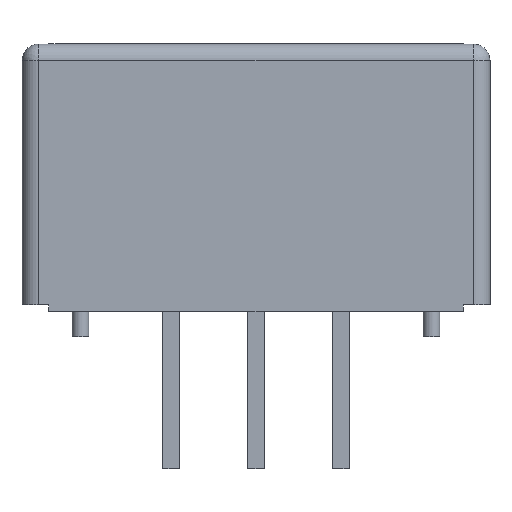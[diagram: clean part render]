
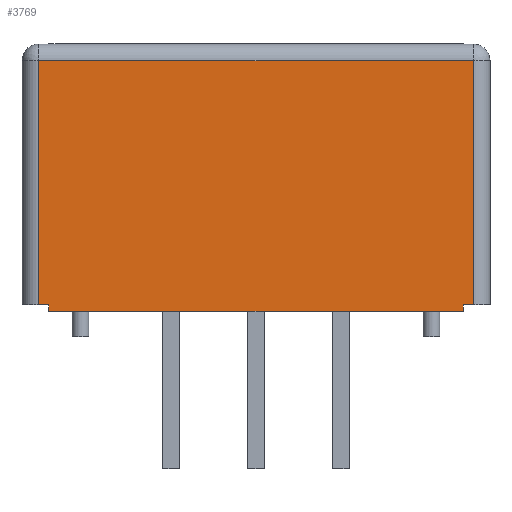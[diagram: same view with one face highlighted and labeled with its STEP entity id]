
A CAD part, front view. The second image highlights one B-rep face of the part: STEP entity #3769.
In plain terms, the highlighted planar face has unit normal (0, -1, 0).
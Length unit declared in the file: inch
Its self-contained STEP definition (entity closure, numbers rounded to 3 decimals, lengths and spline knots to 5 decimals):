
#681=CARTESIAN_POINT('',(-0.24409,-0.15354,0.00787));
#682=VERTEX_POINT('',#681);
#697=CARTESIAN_POINT('',(-0.24409,-0.15354,0.0));
#698=VERTEX_POINT('',#697);
#705=CARTESIAN_POINT('',(-0.24409,-0.15354,0.0));
#706=DIRECTION('',(0.0,0.0,1.0));
#707=VECTOR('',#706,0.00787);
#708=LINE('',#705,#707);
#709=EDGE_CURVE('',#698,#682,#708,.T.);
#852=CARTESIAN_POINT('',(0.24409,-0.15354,0.00787));
#853=VERTEX_POINT('',#852);
#862=CARTESIAN_POINT('',(0.24409,-0.15354,0.0));
#863=VERTEX_POINT('',#862);
#864=CARTESIAN_POINT('',(0.24409,-0.15354,0.0));
#865=DIRECTION('',(0.0,0.0,1.0));
#866=VECTOR('',#865,0.00787);
#867=LINE('',#864,#866);
#868=EDGE_CURVE('',#863,#853,#867,.T.);
#1289=CARTESIAN_POINT('',(0.24409,-0.15354,0.0));
#1290=DIRECTION('',(-1.0,0.0,0.0));
#1291=VECTOR('',#1290,0.48819);
#1292=LINE('',#1289,#1291);
#1293=EDGE_CURVE('',#863,#698,#1292,.T.);
#3668=CARTESIAN_POINT('',(0.25591,-0.15354,0.00787));
#3669=VERTEX_POINT('',#3668);
#3677=CARTESIAN_POINT('',(0.25591,-0.15354,0.00787));
#3678=DIRECTION('',(-1.0,0.0,0.0));
#3679=VECTOR('',#3678,0.01181);
#3680=LINE('',#3677,#3679);
#3681=EDGE_CURVE('',#3669,#853,#3680,.T.);
#3692=CARTESIAN_POINT('',(-0.25591,-0.15354,0.00787));
#3693=VERTEX_POINT('',#3692);
#3694=CARTESIAN_POINT('',(-0.24409,-0.15354,0.00787));
#3695=DIRECTION('',(-1.0,0.0,0.0));
#3696=VECTOR('',#3695,0.01181);
#3697=LINE('',#3694,#3696);
#3698=EDGE_CURVE('',#682,#3693,#3697,.T.);
#3735=CARTESIAN_POINT('',(0.2815,-0.15354,-0.01476));
#3736=DIRECTION('',(0.0,-1.0,0.0));
#3737=DIRECTION('',(0.0,0.0,-1.0));
#3738=AXIS2_PLACEMENT_3D('',#3735,#3736,#3737);
#3739=PLANE('',#3738);
#3740=ORIENTED_EDGE('',*,*,#3681,.F.);
#3741=CARTESIAN_POINT('',(0.25591,-0.15354,0.29528));
#3742=VERTEX_POINT('',#3741);
#3743=CARTESIAN_POINT('',(0.25591,-0.15354,0.00787));
#3744=DIRECTION('',(0.0,0.0,1.0));
#3745=VECTOR('',#3744,0.2874);
#3746=LINE('',#3743,#3745);
#3747=EDGE_CURVE('',#3669,#3742,#3746,.T.);
#3748=ORIENTED_EDGE('',*,*,#3747,.T.);
#3749=CARTESIAN_POINT('',(-0.25591,-0.15354,0.29528));
#3750=VERTEX_POINT('',#3749);
#3751=CARTESIAN_POINT('',(-0.25591,-0.15354,0.29528));
#3752=DIRECTION('',(1.0,0.0,0.0));
#3753=VECTOR('',#3752,0.51181);
#3754=LINE('',#3751,#3753);
#3755=EDGE_CURVE('',#3750,#3742,#3754,.T.);
#3756=ORIENTED_EDGE('',*,*,#3755,.F.);
#3757=CARTESIAN_POINT('',(-0.25591,-0.15354,0.00787));
#3758=DIRECTION('',(0.0,0.0,1.0));
#3759=VECTOR('',#3758,0.2874);
#3760=LINE('',#3757,#3759);
#3761=EDGE_CURVE('',#3693,#3750,#3760,.T.);
#3762=ORIENTED_EDGE('',*,*,#3761,.F.);
#3763=ORIENTED_EDGE('',*,*,#3698,.F.);
#3764=ORIENTED_EDGE('',*,*,#709,.F.);
#3765=ORIENTED_EDGE('',*,*,#1293,.F.);
#3766=ORIENTED_EDGE('',*,*,#868,.T.);
#3767=EDGE_LOOP('',(#3740,#3748,#3756,#3762,#3763,#3764,#3765,#3766));
#3768=FACE_OUTER_BOUND('',#3767,.T.);
#3769=ADVANCED_FACE('',(#3768),#3739,.T.);
